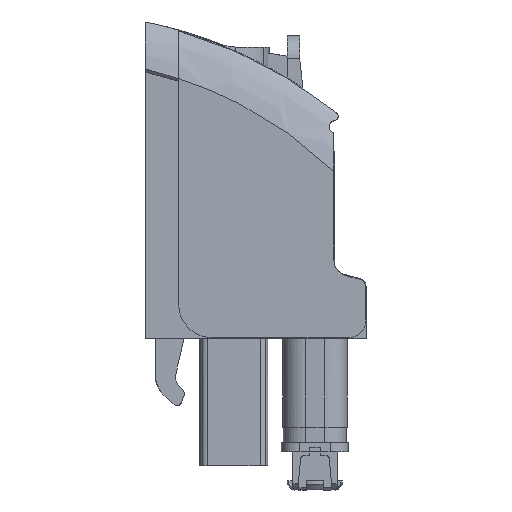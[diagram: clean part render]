
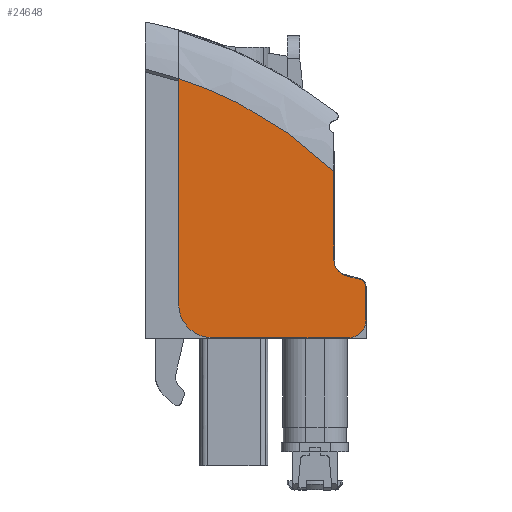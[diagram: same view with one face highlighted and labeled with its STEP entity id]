
A CAD part, left-side view. The second image highlights one B-rep face of the part: STEP entity #24648.
In plain terms, the highlighted planar face has unit normal (-1, 0, 0).
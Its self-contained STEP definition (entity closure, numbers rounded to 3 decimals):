
#7752=AXIS2_PLACEMENT_3D('Circle Axis2P3D',#7750,#7751,$) ;
#7816=AXIS2_PLACEMENT_3D('Circle Axis2P3D',#7814,#7815,$) ;
#7866=AXIS2_PLACEMENT_3D('Circle Axis2P3D',#7864,#7865,$) ;
#7916=AXIS2_PLACEMENT_3D('Circle Axis2P3D',#7914,#7915,$) ;
#24616=AXIS2_PLACEMENT_3D('Plane Axis2P3D',#24613,#24614,#24615) ;
#7747=CARTESIAN_POINT('Vertex',(0.,2.16,15.022)) ;
#7750=CARTESIAN_POINT('Axis2P3D Location',(0.,1.11,15.022)) ;
#7754=CARTESIAN_POINT('Vertex',(0.,1.381,14.008)) ;
#7789=CARTESIAN_POINT('Line Origine',(0.,0.912,13.882)) ;
#7793=CARTESIAN_POINT('Vertex',(0.,0.443,13.756)) ;
#7814=CARTESIAN_POINT('Axis2P3D Location',(0.,0.56,13.322)) ;
#7818=CARTESIAN_POINT('Vertex',(0.,0.11,13.33)) ;
#7839=CARTESIAN_POINT('Line Origine',(0.,0.091,12.225)) ;
#7843=CARTESIAN_POINT('Vertex',(0.,0.071,11.12)) ;
#7864=CARTESIAN_POINT('Axis2P3D Location',(0.,1.221,11.1)) ;
#7868=CARTESIAN_POINT('Vertex',(0.,1.221,9.95)) ;
#7889=CARTESIAN_POINT('Line Origine',(0.,5.661,9.95)) ;
#7893=CARTESIAN_POINT('Vertex',(0.,10.102,9.95)) ;
#7914=CARTESIAN_POINT('Axis2P3D Location',(0.,10.102,12.15)) ;
#7918=CARTESIAN_POINT('Vertex',(0.,12.302,12.1)) ;
#7955=CARTESIAN_POINT('Line Origine',(0.,12.302,19.493)) ;
#7959=CARTESIAN_POINT('Vertex',(0.,12.302,26.886)) ;
#24613=CARTESIAN_POINT('Axis2P3D Location',(0.,12.302,7.353)) ;
#24618=CARTESIAN_POINT('Line Origine',(0.,2.16,17.924)) ;
#24622=CARTESIAN_POINT('Vertex',(0.,2.16,20.826)) ;
#24626=CARTESIAN_POINT('Control Point',(0.,2.16,20.826)) ;
#24627=CARTESIAN_POINT('Control Point',(0.,3.406,22.03)) ;
#24628=CARTESIAN_POINT('Control Point',(0.,4.754,23.131)) ;
#24629=CARTESIAN_POINT('Control Point',(0.,6.19,24.116)) ;
#24630=CARTESIAN_POINT('Control Point',(0.,8.269,25.299)) ;
#24631=CARTESIAN_POINT('Control Point',(0.,10.462,26.235)) ;
#24632=CARTESIAN_POINT('Control Point',(0.,11.07,26.471)) ;
#24633=CARTESIAN_POINT('Control Point',(0.,11.683,26.688)) ;
#24634=CARTESIAN_POINT('Control Point',(0.,12.302,26.886)) ;
#7751=DIRECTION('Axis2P3D Direction',(1.,0.,0.)) ;
#7790=DIRECTION('Vector Direction',(0.,0.966,0.259)) ;
#7815=DIRECTION('Axis2P3D Direction',(1.,0.,0.)) ;
#7840=DIRECTION('Vector Direction',(0.,-0.017,-1.)) ;
#7865=DIRECTION('Axis2P3D Direction',(1.,0.,0.)) ;
#7890=DIRECTION('Vector Direction',(0.,1.,0.)) ;
#7915=DIRECTION('Axis2P3D Direction',(1.,0.,0.)) ;
#7956=DIRECTION('Vector Direction',(0.,0.,1.)) ;
#24614=DIRECTION('Axis2P3D Direction',(1.,0.,0.)) ;
#24615=DIRECTION('Axis2P3D XDirection',(0.,0.,1.)) ;
#24619=DIRECTION('Vector Direction',(0.,0.,-1.)) ;
#7791=VECTOR('Line Direction',#7790,1.) ;
#7841=VECTOR('Line Direction',#7840,1.) ;
#7891=VECTOR('Line Direction',#7890,1.) ;
#7957=VECTOR('Line Direction',#7956,1.) ;
#24620=VECTOR('Line Direction',#24619,1.) ;
#24637=ORIENTED_EDGE('',*,*,#7920,.F.) ;
#24638=ORIENTED_EDGE('',*,*,#7895,.F.) ;
#24639=ORIENTED_EDGE('',*,*,#7870,.F.) ;
#24640=ORIENTED_EDGE('',*,*,#7845,.F.) ;
#24641=ORIENTED_EDGE('',*,*,#7820,.F.) ;
#24642=ORIENTED_EDGE('',*,*,#7795,.T.) ;
#24643=ORIENTED_EDGE('',*,*,#7756,.T.) ;
#24644=ORIENTED_EDGE('',*,*,#24624,.F.) ;
#24645=ORIENTED_EDGE('',*,*,#24635,.T.) ;
#24646=ORIENTED_EDGE('',*,*,#7961,.F.) ;
#24648=ADVANCED_FACE('GEHAEUSE',(#24647),#24617,.F.) ;
#24625=B_SPLINE_CURVE_WITH_KNOTS('',5,(#24626,#24627,#24628,#24629,#24630,#24631,#24632,#24633,#24634),.UNSPECIFIED.,.F.,.U.,(6,3,6),(0.099,12.369,16.969),.UNSPECIFIED.) ;
#7753=CIRCLE('generated circle',#7752,1.05) ;
#7817=CIRCLE('generated circle',#7816,0.45) ;
#7867=CIRCLE('generated circle',#7866,1.15) ;
#7917=CIRCLE('generated circle',#7916,2.2) ;
#7756=EDGE_CURVE('',#7755,#7748,#7753,.T.) ;
#7795=EDGE_CURVE('',#7794,#7755,#7792,.T.) ;
#7820=EDGE_CURVE('',#7794,#7819,#7817,.T.) ;
#7845=EDGE_CURVE('',#7819,#7844,#7842,.T.) ;
#7870=EDGE_CURVE('',#7844,#7869,#7867,.T.) ;
#7895=EDGE_CURVE('',#7869,#7894,#7892,.T.) ;
#7920=EDGE_CURVE('',#7894,#7919,#7917,.T.) ;
#7961=EDGE_CURVE('',#7919,#7960,#7958,.T.) ;
#24624=EDGE_CURVE('',#24623,#7748,#24621,.T.) ;
#24635=EDGE_CURVE('',#24623,#7960,#24625,.T.) ;
#24636=EDGE_LOOP('',(#24637,#24638,#24639,#24640,#24641,#24642,#24643,#24644,#24645,#24646)) ;
#24647=FACE_OUTER_BOUND('',#24636,.T.) ;
#7792=LINE('Line',#7789,#7791) ;
#7842=LINE('Line',#7839,#7841) ;
#7892=LINE('Line',#7889,#7891) ;
#7958=LINE('Line',#7955,#7957) ;
#24621=LINE('Line',#24618,#24620) ;
#24617=PLANE('',#24616) ;
#7748=VERTEX_POINT('',#7747) ;
#7755=VERTEX_POINT('',#7754) ;
#7794=VERTEX_POINT('',#7793) ;
#7819=VERTEX_POINT('',#7818) ;
#7844=VERTEX_POINT('',#7843) ;
#7869=VERTEX_POINT('',#7868) ;
#7894=VERTEX_POINT('',#7893) ;
#7919=VERTEX_POINT('',#7918) ;
#7960=VERTEX_POINT('',#7959) ;
#24623=VERTEX_POINT('',#24622) ;
